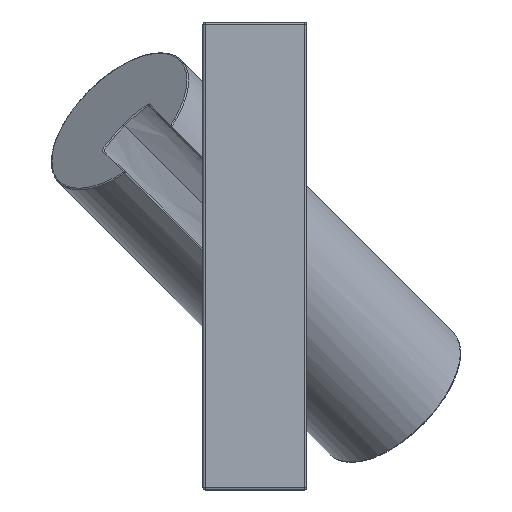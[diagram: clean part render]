
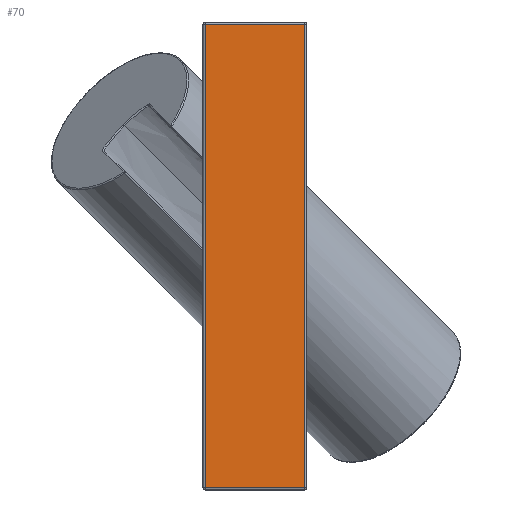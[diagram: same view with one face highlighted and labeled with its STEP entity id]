
A CAD part, top view. The second image highlights one B-rep face of the part: STEP entity #70.
In plain terms, the highlighted planar face has unit normal (0, 0, 1).
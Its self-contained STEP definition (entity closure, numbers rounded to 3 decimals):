
#70=ADVANCED_FACE('',(#145),#1125,.T.);
#145=FACE_OUTER_BOUND('',#221,.T.);
#221=EDGE_LOOP('',(#475,#476,#477,#478));
#475=ORIENTED_EDGE('',*,*,#704,.F.);
#476=ORIENTED_EDGE('',*,*,#702,.F.);
#477=ORIENTED_EDGE('',*,*,#703,.F.);
#478=ORIENTED_EDGE('',*,*,#701,.F.);
#701=EDGE_CURVE('',#1019,#1020,#916,.T.);
#702=EDGE_CURVE('',#1021,#1022,#917,.T.);
#703=EDGE_CURVE('',#1020,#1021,#918,.T.);
#704=EDGE_CURVE('',#1022,#1019,#919,.T.);
#916=B_SPLINE_CURVE_WITH_KNOTS('',1,(#2888,#2889),.UNSPECIFIED.,.F.,.F.,
(2,2),(0.5,107.5),.UNSPECIFIED.);
#917=B_SPLINE_CURVE_WITH_KNOTS('',1,(#2890,#2891),.UNSPECIFIED.,.F.,.F.,
(2,2),(0.5,107.5),.UNSPECIFIED.);
#918=B_SPLINE_CURVE_WITH_KNOTS('',1,(#2892,#2893),.UNSPECIFIED.,.F.,.F.,
(2,2),(0.5,23.5),.UNSPECIFIED.);
#919=B_SPLINE_CURVE_WITH_KNOTS('',1,(#2894,#2895),.UNSPECIFIED.,.F.,.F.,
(2,2),(0.5,23.5),.UNSPECIFIED.);
#1019=VERTEX_POINT('',#2356);
#1020=VERTEX_POINT('',#2357);
#1021=VERTEX_POINT('',#2358);
#1022=VERTEX_POINT('',#2359);
#1125=PLANE('',#1164);
#1164=AXIS2_PLACEMENT_3D('',#1960,#1199,$);
#1199=DIRECTION('',(0.,0.,1.));
#1960=CARTESIAN_POINT('',(11.763,-54.,62.007));
#2356=CARTESIAN_POINT('',(11.263,53.5,62.007));
#2357=CARTESIAN_POINT('',(11.263,-53.5,62.007));
#2358=CARTESIAN_POINT('',(-11.737,-53.5,62.007));
#2359=CARTESIAN_POINT('',(-11.737,53.5,62.007));
#2888=CARTESIAN_POINT('',(11.263,53.5,62.007));
#2889=CARTESIAN_POINT('',(11.263,-53.5,62.007));
#2890=CARTESIAN_POINT('',(-11.737,-53.5,62.007));
#2891=CARTESIAN_POINT('',(-11.737,53.5,62.007));
#2892=CARTESIAN_POINT('',(11.263,-53.5,62.007));
#2893=CARTESIAN_POINT('',(-11.737,-53.5,62.007));
#2894=CARTESIAN_POINT('',(-11.737,53.5,62.007));
#2895=CARTESIAN_POINT('',(11.263,53.5,62.007));
